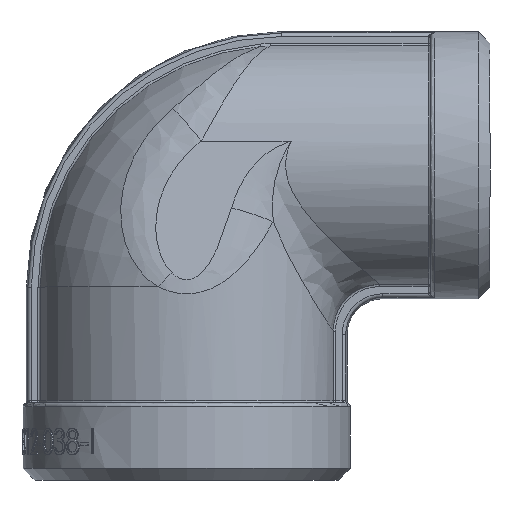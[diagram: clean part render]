
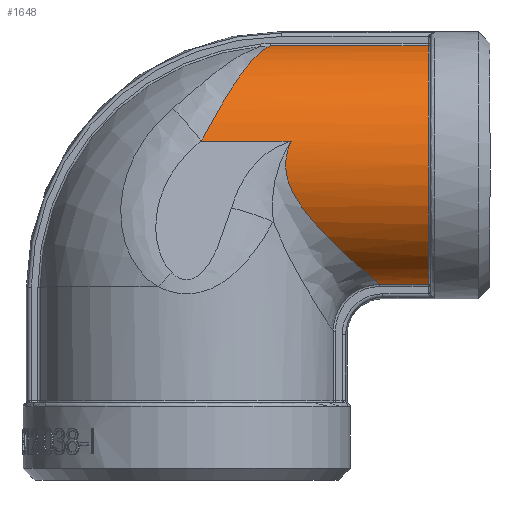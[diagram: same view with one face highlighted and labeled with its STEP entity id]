
A CAD part, top view. The second image highlights one B-rep face of the part: STEP entity #1648.
In plain terms, the highlighted cylindrical face has radius 10.25 mm (diameter 20.5 mm), a partial arc.
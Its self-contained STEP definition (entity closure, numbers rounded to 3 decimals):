
#1648 = ADVANCED_FACE ( 'NONE', ( #10108 ), #10175, .T. ) ;
#1809 = VECTOR ( 'NONE', #18326, 1000. ) ;
#1815 = VECTOR ( 'NONE', #18435, 1000. ) ;
#1820 = VECTOR ( 'NONE', #18333, 1000. ) ;
#1847 = CIRCLE ( 'NONE', #1852, 10.25 ) ;
#1852 = AXIS2_PLACEMENT_3D ( 'NONE', #18498, #18509, #18547 ) ;
#2382 = AXIS2_PLACEMENT_3D ( 'NONE', #10159, #10154, #10199 ) ;
#3010 = B_SPLINE_CURVE_WITH_KNOTS ( 'NONE', 3,
 ( #18254, #18281, #18272, #18284, #18243, #18287 ),
 .UNSPECIFIED., .F., .F.,
 ( 4, 1, 1, 4 ),
 ( 0., 0.286, 0.571, 0.987 ),
 .UNSPECIFIED. ) ;
#3032 = B_SPLINE_CURVE_WITH_KNOTS ( 'NONE', 3,
 ( #18392, #18345, #18355, #18350, #18365, #18389, #18381, #18358 ),
 .UNSPECIFIED., .F., .F.,
 ( 4, 1, 1, 1, 1, 4 ),
 ( 0.009, 0.281, 0.569, 0.713, 0.856, 1. ),
 .UNSPECIFIED. ) ;
#3429 = EDGE_CURVE ( 'NONE', #19589, #19577, #3010, .T. ) ;
#3435 = EDGE_CURVE ( 'NONE', #19599, #19554, #18271, .T. ) ;
#3439 = EDGE_CURVE ( 'NONE', #19589, #19595, #18307, .T. ) ;
#3447 = EDGE_CURVE ( 'NONE', #19599, #19595, #3032, .T. ) ;
#3462 = EDGE_CURVE ( 'NONE', #19604, #19577, #18411, .T. ) ;
#3478 = EDGE_CURVE ( 'NONE', #19554, #19604, #1847, .T. ) ;
#10108 = FACE_OUTER_BOUND ( 'NONE', #20170, .T. ) ;
#10154 = DIRECTION ( 'NONE',  ( 1., 0., 0. ) ) ;
#10159 = CARTESIAN_POINT ( 'NONE',  ( 12.75, 0., 0. ) ) ;
#10175 = CYLINDRICAL_SURFACE ( 'NONE', #2382, 10.25 ) ;
#10199 = DIRECTION ( 'NONE',  ( 0., 1., 0. ) ) ;
#18243 = CARTESIAN_POINT ( 'NONE',  ( 6.23, 9.653, 3.862 ) ) ;
#18254 = CARTESIAN_POINT ( 'NONE',  ( 1.227, 2.008, 10.051 ) ) ;
#18271 = LINE ( 'NONE', #18305, #1809 ) ;
#18272 = CARTESIAN_POINT ( 'NONE',  ( 2.949, 5.143, 9.081 ) ) ;
#18281 = CARTESIAN_POINT ( 'NONE',  ( 1.805, 3.066, 9.84 ) ) ;
#18284 = CARTESIAN_POINT ( 'NONE',  ( 4.898, 8.291, 6.54 ) ) ;
#18287 = CARTESIAN_POINT ( 'NONE',  ( 7.019, 10.02, 2.158 ) ) ;
#18300 = CARTESIAN_POINT ( 'NONE',  ( 12.75, 2.008, 10.051 ) ) ;
#18305 = CARTESIAN_POINT ( 'NONE',  ( 12.75, -10.02, 2.158 ) ) ;
#18307 = LINE ( 'NONE', #18300, #1820 ) ;
#18326 = DIRECTION ( 'NONE',  ( 1., 0., 0. ) ) ;
#18333 = DIRECTION ( 'NONE',  ( 1., 0., 0. ) ) ;
#18345 = CARTESIAN_POINT ( 'NONE',  ( 15.834, -9.693, 3.672 ) ) ;
#18350 = CARTESIAN_POINT ( 'NONE',  ( 11.262, -5.605, 8.785 ) ) ;
#18355 = CARTESIAN_POINT ( 'NONE',  ( 14.217, -8.33, 6.49 ) ) ;
#18358 = CARTESIAN_POINT ( 'NONE',  ( 8.774, 2.008, 10.051 ) ) ;
#18365 = CARTESIAN_POINT ( 'NONE',  ( 9.091, -2.884, 9.929 ) ) ;
#18381 = CARTESIAN_POINT ( 'NONE',  ( 8.429, 1.228, 10.207 ) ) ;
#18389 = CARTESIAN_POINT ( 'NONE',  ( 8.088, -0.464, 10.343 ) ) ;
#18392 = CARTESIAN_POINT ( 'NONE',  ( 16.225, -10.02, 2.158 ) ) ;
#18411 = LINE ( 'NONE', #18430, #1815 ) ;
#18430 = CARTESIAN_POINT ( 'NONE',  ( 12.75, 10.02, 2.158 ) ) ;
#18435 = DIRECTION ( 'NONE',  ( -1., 0., 0. ) ) ;
#18498 = CARTESIAN_POINT ( 'NONE',  ( 20.3, 0., 0. ) ) ;
#18509 = DIRECTION ( 'NONE',  ( -1., 0., 0. ) ) ;
#18547 = DIRECTION ( 'NONE',  ( 0., 0., 1. ) ) ;
#18833 = ORIENTED_EDGE ( 'NONE', *, *, #3439, .T. ) ;
#18847 = ORIENTED_EDGE ( 'NONE', *, *, #3462, .T. ) ;
#18866 = ORIENTED_EDGE ( 'NONE', *, *, #3429, .F. ) ;
#18877 = ORIENTED_EDGE ( 'NONE', *, *, #3478, .T. ) ;
#18910 = ORIENTED_EDGE ( 'NONE', *, *, #3435, .T. ) ;
#19009 = ORIENTED_EDGE ( 'NONE', *, *, #3447, .F. ) ;
#19554 = VERTEX_POINT ( 'NONE', #23695 ) ;
#19577 = VERTEX_POINT ( 'NONE', #23671 ) ;
#19589 = VERTEX_POINT ( 'NONE', #23686 ) ;
#19595 = VERTEX_POINT ( 'NONE', #23689 ) ;
#19599 = VERTEX_POINT ( 'NONE', #23690 ) ;
#19604 = VERTEX_POINT ( 'NONE', #23640 ) ;
#20170 = EDGE_LOOP ( 'NONE', ( #18877, #18847, #18866, #18833, #19009, #18910 ) ) ;
#23640 = CARTESIAN_POINT ( 'NONE',  ( 20.3, 10.02, 2.158 ) ) ;
#23671 = CARTESIAN_POINT ( 'NONE',  ( 7.019, 10.02, 2.158 ) ) ;
#23686 = CARTESIAN_POINT ( 'NONE',  ( 1.227, 2.008, 10.051 ) ) ;
#23689 = CARTESIAN_POINT ( 'NONE',  ( 8.774, 2.008, 10.051 ) ) ;
#23690 = CARTESIAN_POINT ( 'NONE',  ( 16.225, -10.02, 2.158 ) ) ;
#23695 = CARTESIAN_POINT ( 'NONE',  ( 20.3, -10.02, 2.158 ) ) ;
